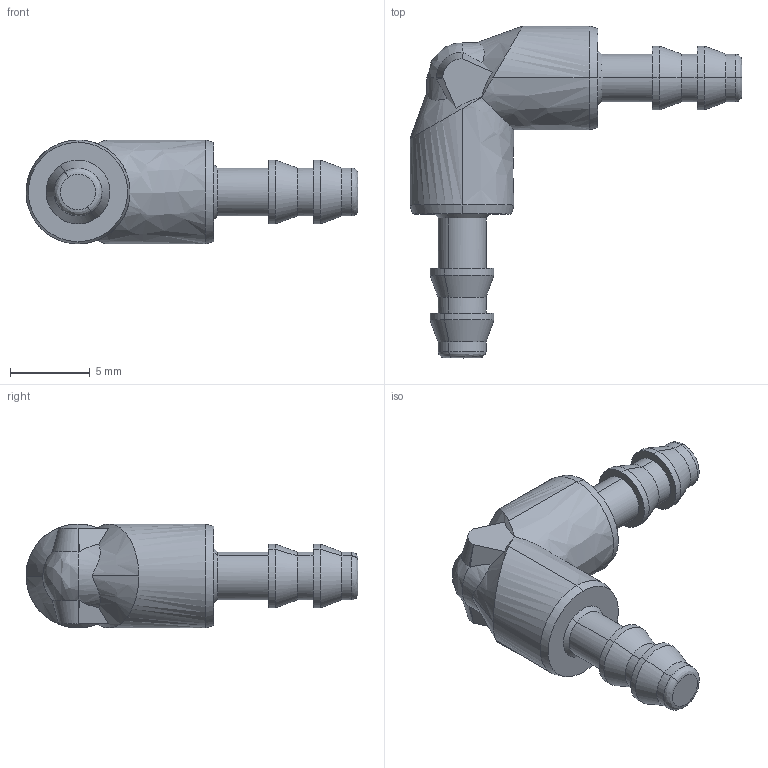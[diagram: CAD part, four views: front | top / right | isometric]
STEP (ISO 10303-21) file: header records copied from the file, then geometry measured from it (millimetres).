
FILE_DESCRIPTION (( 'STEP AP214' ), '1' );
FILE_NAME ('DRF.SPM5-3_L.STEP', '2018-09-03T15:17:47', ( '' ), ( '' ), 'SwSTEP 2.0', 'SolidWorks 2018', '' );
FILE_SCHEMA (( 'AUTOMOTIVE_DESIGN' ));
Length unit declared in the file: millimetre
Products named in the file (1): DRF.SPM5-3_L
Bounding box: 20.75 x 20.75 x 6.5 mm (x, y, z)
Volume: 647.4 mm3; surface area: 585.4 mm2
Topology: 1 solids, 1 shells, 69 faces, 171 edges, 109 vertices
Faces by surface type: bspline 69
Entity records: 3395 total; most frequent: CARTESIAN_POINT 2085, ORIENTED_EDGE 340, EDGE_CURVE 170, B_SPLINE_CURVE_WITH_KNOTS 116, VERTEX_POINT 109, EDGE_LOOP 75, ADVANCED_FACE 69, FACE_OUTER_BOUND 69
